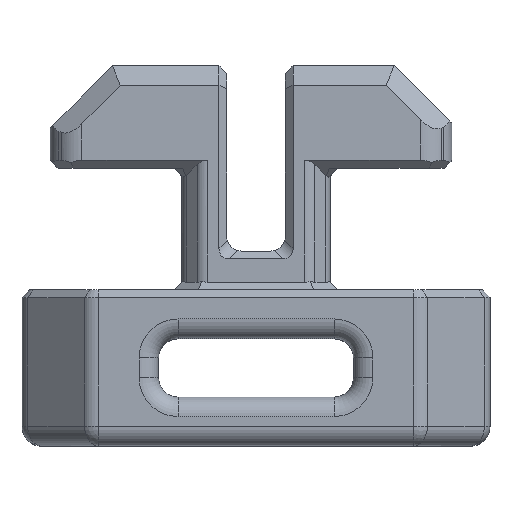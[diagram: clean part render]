
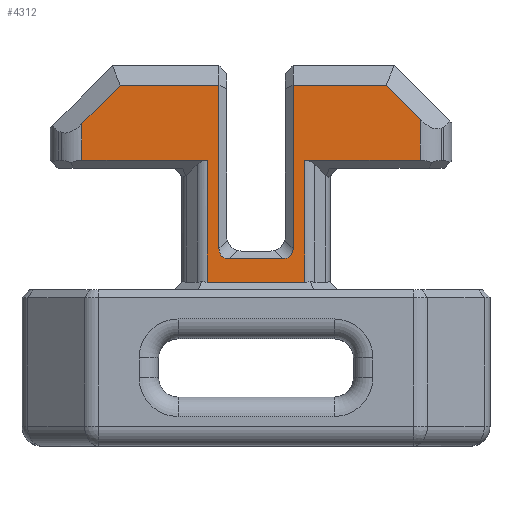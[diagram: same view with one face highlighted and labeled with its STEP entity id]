
A CAD part, top view. The second image highlights one B-rep face of the part: STEP entity #4312.
In plain terms, the highlighted planar face has unit normal (0, 0, 1).
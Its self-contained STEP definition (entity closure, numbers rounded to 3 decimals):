
#251=PLANE('',#4597);
#401=FACE_OUTER_BOUND('',#661,.T.);
#661=EDGE_LOOP('',(#2967,#2968,#2969,#2970,#2971,#2972,#2973,#2974,#2975,
#2976,#2977,#2978,#2979,#2980,#2981,#2982));
#940=LINE('',#6363,#1369);
#941=LINE('',#6366,#1370);
#943=LINE('',#6370,#1372);
#944=LINE('',#6372,#1373);
#945=LINE('',#6374,#1374);
#946=LINE('',#6376,#1375);
#947=LINE('',#6378,#1376);
#948=LINE('',#6380,#1377);
#949=LINE('',#6382,#1378);
#950=LINE('',#6384,#1379);
#951=LINE('',#6386,#1380);
#952=LINE('',#6390,#1381);
#953=LINE('',#6394,#1382);
#954=LINE('',#6395,#1383);
#1369=VECTOR('',#5066,10.);
#1370=VECTOR('',#5069,10.);
#1372=VECTOR('',#5073,10.);
#1373=VECTOR('',#5074,10.);
#1374=VECTOR('',#5075,10.);
#1375=VECTOR('',#5076,10.);
#1376=VECTOR('',#5077,10.);
#1377=VECTOR('',#5078,10.);
#1378=VECTOR('',#5079,10.);
#1379=VECTOR('',#5080,10.);
#1380=VECTOR('',#5081,10.);
#1381=VECTOR('',#5084,10.);
#1382=VECTOR('',#5087,10.);
#1383=VECTOR('',#5088,10.);
#1792=ELLIPSE('',#4598,1.299,0.75);
#1793=ELLIPSE('',#4599,1.299,0.75);
#1867=VERTEX_POINT('',#6359);
#1868=VERTEX_POINT('',#6361);
#1869=VERTEX_POINT('',#6365);
#1870=VERTEX_POINT('',#6369);
#1871=VERTEX_POINT('',#6371);
#1872=VERTEX_POINT('',#6373);
#1873=VERTEX_POINT('',#6375);
#1874=VERTEX_POINT('',#6377);
#1875=VERTEX_POINT('',#6379);
#1876=VERTEX_POINT('',#6381);
#1877=VERTEX_POINT('',#6383);
#1878=VERTEX_POINT('',#6385);
#1879=VERTEX_POINT('',#6387);
#1880=VERTEX_POINT('',#6389);
#1881=VERTEX_POINT('',#6391);
#1882=VERTEX_POINT('',#6393);
#2284=EDGE_CURVE('',#1868,#1867,#940,.T.);
#2285=EDGE_CURVE('',#1867,#1869,#941,.T.);
#2287=EDGE_CURVE('',#1870,#1868,#943,.T.);
#2288=EDGE_CURVE('',#1871,#1870,#944,.T.);
#2289=EDGE_CURVE('',#1872,#1871,#945,.T.);
#2290=EDGE_CURVE('',#1873,#1872,#946,.T.);
#2291=EDGE_CURVE('',#1874,#1873,#947,.T.);
#2292=EDGE_CURVE('',#1875,#1874,#948,.T.);
#2293=EDGE_CURVE('',#1876,#1875,#949,.T.);
#2294=EDGE_CURVE('',#1877,#1876,#950,.T.);
#2295=EDGE_CURVE('',#1878,#1877,#951,.T.);
#2296=EDGE_CURVE('',#1879,#1878,#1792,.T.);
#2297=EDGE_CURVE('',#1880,#1879,#952,.T.);
#2298=EDGE_CURVE('',#1881,#1880,#1793,.T.);
#2299=EDGE_CURVE('',#1882,#1881,#953,.T.);
#2300=EDGE_CURVE('',#1869,#1882,#954,.T.);
#2967=ORIENTED_EDGE('',*,*,#2284,.F.);
#2968=ORIENTED_EDGE('',*,*,#2287,.F.);
#2969=ORIENTED_EDGE('',*,*,#2288,.F.);
#2970=ORIENTED_EDGE('',*,*,#2289,.F.);
#2971=ORIENTED_EDGE('',*,*,#2290,.F.);
#2972=ORIENTED_EDGE('',*,*,#2291,.F.);
#2973=ORIENTED_EDGE('',*,*,#2292,.F.);
#2974=ORIENTED_EDGE('',*,*,#2293,.F.);
#2975=ORIENTED_EDGE('',*,*,#2294,.F.);
#2976=ORIENTED_EDGE('',*,*,#2295,.F.);
#2977=ORIENTED_EDGE('',*,*,#2296,.F.);
#2978=ORIENTED_EDGE('',*,*,#2297,.F.);
#2979=ORIENTED_EDGE('',*,*,#2298,.F.);
#2980=ORIENTED_EDGE('',*,*,#2299,.F.);
#2981=ORIENTED_EDGE('',*,*,#2300,.F.);
#2982=ORIENTED_EDGE('',*,*,#2285,.F.);
#4312=ADVANCED_FACE('',(#401),#251,.T.);
#4597=AXIS2_PLACEMENT_3D('',#6368,#5071,#5072);
#4598=AXIS2_PLACEMENT_3D('',#6388,#5082,#5083);
#4599=AXIS2_PLACEMENT_3D('',#6392,#5085,#5086);
#5066=DIRECTION('',(0.,1.,0.));
#5069=DIRECTION('',(0.707,0.707,0.));
#5071=DIRECTION('center_axis',(0.,0.,1.));
#5072=DIRECTION('ref_axis',(1.,0.,0.));
#5073=DIRECTION('',(-1.,0.,0.));
#5074=DIRECTION('',(0.,1.,0.));
#5075=DIRECTION('',(-1.,0.,0.));
#5076=DIRECTION('',(0.,-1.,0.));
#5077=DIRECTION('',(-1.,0.,0.));
#5078=DIRECTION('',(0.,-1.,0.));
#5079=DIRECTION('',(0.707,-0.707,0.));
#5080=DIRECTION('',(1.,0.,0.));
#5081=DIRECTION('',(0.,1.,0.));
#5082=DIRECTION('center_axis',(0.,0.,1.));
#5083=DIRECTION('ref_axis',(0.707,-0.707,0.));
#5084=DIRECTION('',(1.,0.,0.));
#5085=DIRECTION('center_axis',(0.,0.,1.));
#5086=DIRECTION('ref_axis',(-0.707,-0.707,0.));
#5087=DIRECTION('',(0.,-1.,0.));
#5088=DIRECTION('',(1.,0.,0.));
#6359=CARTESIAN_POINT('',(-8.929,-11.474,7.));
#6361=CARTESIAN_POINT('',(-8.929,-13.35,7.));
#6363=CARTESIAN_POINT('',(-8.929,-16.608,7.));
#6365=CARTESIAN_POINT('',(-6.954,-9.5,7.));
#6366=CARTESIAN_POINT('',(-7.257,-9.802,7.));
#6368=CARTESIAN_POINT('Origin',(0.,-18.25,7.));
#6369=CARTESIAN_POINT('',(-2.489,-13.35,7.));
#6370=CARTESIAN_POINT('',(-5.275,-13.35,7.));
#6371=CARTESIAN_POINT('',(-2.489,-19.6,7.));
#6372=CARTESIAN_POINT('',(-2.489,-17.125,7.));
#6373=CARTESIAN_POINT('',(2.489,-19.6,7.));
#6374=CARTESIAN_POINT('',(-1.9,-19.6,7.));
#6375=CARTESIAN_POINT('',(2.489,-13.35,7.));
#6376=CARTESIAN_POINT('',(2.489,-18.688,7.));
#6377=CARTESIAN_POINT('',(8.429,-13.35,7.));
#6378=CARTESIAN_POINT('',(1.9,-13.35,7.));
#6379=CARTESIAN_POINT('',(8.429,-11.257,7.));
#6380=CARTESIAN_POINT('',(8.429,-17.125,7.));
#6381=CARTESIAN_POINT('',(6.672,-9.5,7.));
#6382=CARTESIAN_POINT('',(8.527,-11.355,7.));
#6383=CARTESIAN_POINT('',(1.9,-9.5,7.));
#6384=CARTESIAN_POINT('',(3.543,-9.5,7.));
#6385=CARTESIAN_POINT('',(1.9,-17.87,7.));
#6386=CARTESIAN_POINT('',(1.9,-13.375,7.));
#6387=CARTESIAN_POINT('',(1.37,-18.4,7.));
#6388=CARTESIAN_POINT('Origin',(0.839,-17.339,7.));
#6389=CARTESIAN_POINT('',(-1.37,-18.4,7.));
#6390=CARTESIAN_POINT('',(0.75,-18.4,7.));
#6391=CARTESIAN_POINT('',(-1.9,-17.87,7.));
#6392=CARTESIAN_POINT('Origin',(-0.839,-17.339,7.));
#6393=CARTESIAN_POINT('',(-1.9,-9.5,7.));
#6394=CARTESIAN_POINT('',(-1.9,-18.125,7.));
#6395=CARTESIAN_POINT('',(-0.75,-9.5,7.));
